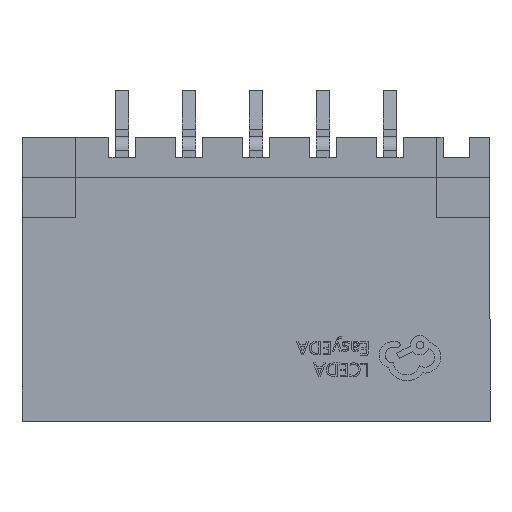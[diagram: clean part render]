
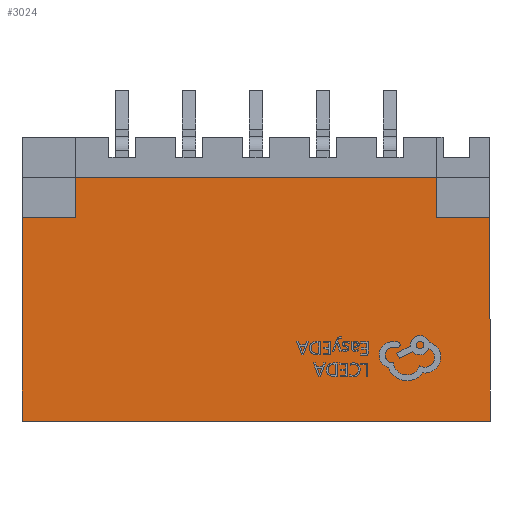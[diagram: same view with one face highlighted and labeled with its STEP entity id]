
A CAD part, top view. The second image highlights one B-rep face of the part: STEP entity #3024.
In plain terms, the highlighted planar face has unit normal (0, 0, 1).
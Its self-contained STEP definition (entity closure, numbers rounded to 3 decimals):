
#230 = VECTOR ( 'NONE', #15442, 1000. ) ;
#455 = VECTOR ( 'NONE', #5460, 1000. ) ;
#1622 = VERTEX_POINT ( 'NONE', #8015 ) ;
#2028 = VERTEX_POINT ( 'NONE', #8891 ) ;
#2058 = VECTOR ( 'NONE', #13947, 1000. ) ;
#2838 = DIRECTION ( 'NONE',  ( 0., 1., 0. ) ) ;
#3024 = ADVANCED_FACE ( 'NONE', ( #14971 ), #13708, .T. ) ;
#3032 = DIRECTION ( 'NONE',  ( -1., 0., 0. ) ) ;
#3062 = CARTESIAN_POINT ( 'NONE',  ( 0., 0., 2.9 ) ) ;
#3152 = CARTESIAN_POINT ( 'NONE',  ( 4.7, 0.925, 2.9 ) ) ;
#3271 = LINE ( 'NONE', #14050, #2058 ) ;
#4661 = CARTESIAN_POINT ( 'NONE',  ( 5.5, 0.925, 2.9 ) ) ;
#4988 = CARTESIAN_POINT ( 'NONE',  ( 4.7, 1.525, 2.9 ) ) ;
#5182 = ORIENTED_EDGE ( 'NONE', *, *, #20270, .T. ) ;
#5424 = EDGE_CURVE ( 'NONE', #1622, #17804, #10404, .T. ) ;
#5460 = DIRECTION ( 'NONE',  ( 1., 0., 0. ) ) ;
#6184 = DIRECTION ( 'NONE',  ( 0., 1., 0. ) ) ;
#8015 = CARTESIAN_POINT ( 'NONE',  ( -1.5, -2.125, 2.9 ) ) ;
#8257 = LINE ( 'NONE', #15398, #16477 ) ;
#8350 = VECTOR ( 'NONE', #8885, 1000. ) ;
#8885 = DIRECTION ( 'NONE',  ( 0., 1., 0. ) ) ;
#8891 = CARTESIAN_POINT ( 'NONE',  ( -0.7, 1.525, 2.9 ) ) ;
#9473 = LINE ( 'NONE', #13318, #19896 ) ;
#9654 = DIRECTION ( 'NONE',  ( 1., 0., 0. ) ) ;
#10325 = VECTOR ( 'NONE', #3032, 1000. ) ;
#10357 = ORIENTED_EDGE ( 'NONE', *, *, #21534, .T. ) ;
#10404 = LINE ( 'NONE', #17773, #230 ) ;
#10541 = VERTEX_POINT ( 'NONE', #4988 ) ;
#10853 = VERTEX_POINT ( 'NONE', #16961 ) ;
#10925 = CARTESIAN_POINT ( 'NONE',  ( -1.5, 0.925, 2.9 ) ) ;
#11786 = CARTESIAN_POINT ( 'NONE',  ( 4.7, 0.925, 2.9 ) ) ;
#11939 = LINE ( 'NONE', #19091, #10325 ) ;
#11962 = DIRECTION ( 'NONE',  ( 1., 0., 0. ) ) ;
#12385 = ORIENTED_EDGE ( 'NONE', *, *, #5424, .T. ) ;
#12878 = CARTESIAN_POINT ( 'NONE',  ( 5.5, -2.125, 2.9 ) ) ;
#12916 = ORIENTED_EDGE ( 'NONE', *, *, #19640, .F. ) ;
#13318 = CARTESIAN_POINT ( 'NONE',  ( -0.7, 0.925, 2.9 ) ) ;
#13405 = EDGE_LOOP ( 'NONE', ( #13560, #12916, #16726, #15617, #10357, #12385, #5182, #18514 ) ) ;
#13560 = ORIENTED_EDGE ( 'NONE', *, *, #16026, .T. ) ;
#13708 = PLANE ( 'NONE',  #13837 ) ;
#13837 = AXIS2_PLACEMENT_3D ( 'NONE', #3062, #20976, #11962 ) ;
#13947 = DIRECTION ( 'NONE',  ( 0., -1., 0. ) ) ;
#14050 = CARTESIAN_POINT ( 'NONE',  ( -1.5, 2.125, 2.9 ) ) ;
#14279 = LINE ( 'NONE', #21411, #455 ) ;
#14575 = EDGE_CURVE ( 'NONE', #20873, #22583, #8257, .T. ) ;
#14971 = FACE_OUTER_BOUND ( 'NONE', #13405, .T. ) ;
#15141 = EDGE_CURVE ( 'NONE', #10853, #2028, #9473, .T. ) ;
#15398 = CARTESIAN_POINT ( 'NONE',  ( 4.7, 0.925, 2.9 ) ) ;
#15442 = DIRECTION ( 'NONE',  ( 1., 0., 0. ) ) ;
#15617 = ORIENTED_EDGE ( 'NONE', *, *, #21785, .T. ) ;
#15790 = LINE ( 'NONE', #3152, #8350 ) ;
#16026 = EDGE_CURVE ( 'NONE', #20873, #10541, #15790, .T. ) ;
#16477 = VECTOR ( 'NONE', #9654, 1000. ) ;
#16544 = LINE ( 'NONE', #21937, #17746 ) ;
#16726 = ORIENTED_EDGE ( 'NONE', *, *, #15141, .F. ) ;
#16961 = CARTESIAN_POINT ( 'NONE',  ( -0.7, 0.925, 2.9 ) ) ;
#17746 = VECTOR ( 'NONE', #2838, 1000. ) ;
#17773 = CARTESIAN_POINT ( 'NONE',  ( -1.5, -2.125, 2.9 ) ) ;
#17804 = VERTEX_POINT ( 'NONE', #12878 ) ;
#18514 = ORIENTED_EDGE ( 'NONE', *, *, #14575, .F. ) ;
#19091 = CARTESIAN_POINT ( 'NONE',  ( -0.7, 0.925, 2.9 ) ) ;
#19640 = EDGE_CURVE ( 'NONE', #2028, #10541, #14279, .T. ) ;
#19896 = VECTOR ( 'NONE', #6184, 1000. ) ;
#20270 = EDGE_CURVE ( 'NONE', #17804, #22583, #16544, .T. ) ;
#20873 = VERTEX_POINT ( 'NONE', #11786 ) ;
#20976 = DIRECTION ( 'NONE',  ( 0., 0., 1. ) ) ;
#21411 = CARTESIAN_POINT ( 'NONE',  ( -0.7, 1.525, 2.9 ) ) ;
#21534 = EDGE_CURVE ( 'NONE', #22175, #1622, #3271, .T. ) ;
#21785 = EDGE_CURVE ( 'NONE', #10853, #22175, #11939, .T. ) ;
#21937 = CARTESIAN_POINT ( 'NONE',  ( 5.5, 2.125, 2.9 ) ) ;
#22175 = VERTEX_POINT ( 'NONE', #10925 ) ;
#22583 = VERTEX_POINT ( 'NONE', #4661 ) ;
